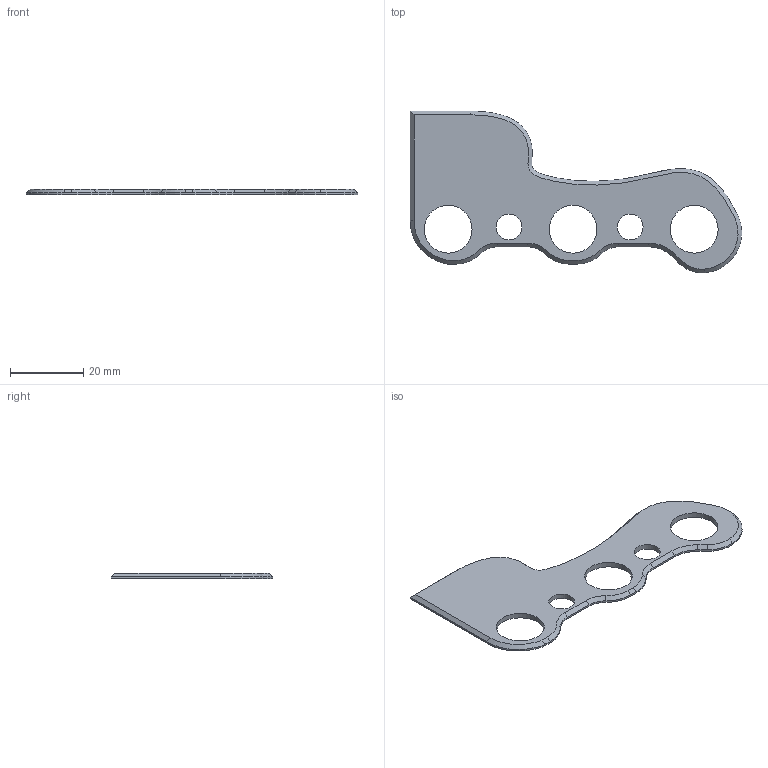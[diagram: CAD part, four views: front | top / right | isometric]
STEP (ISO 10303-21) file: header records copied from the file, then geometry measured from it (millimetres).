
FILE_DESCRIPTION(('FreeCAD Model'),'2;1');
FILE_NAME('Open CASCADE Shape Model','2024-12-09T12:47:05',(''),(''), 'Open CASCADE STEP processor 7.7','Ondsel','Unknown');
FILE_SCHEMA(('AUTOMOTIVE_DESIGN { 1 0 10303 214 1 1 1 1 }'));
Length unit declared in the file: millimetre
Products named in the file (1): Coverplate
Bounding box: 90.23 x 44.01 x 1.5 mm (x, y, z)
Volume: 2870.8 mm3; surface area: 4470.1 mm2
Topology: 1 solids, 1 shells, 43 faces, 105 edges, 64 vertices
Faces by surface type: plane 16, cylinder 14, cone 9, extrusion 2, bspline 2
Full cylindrical faces by diameter (mm): 7 x2, 13 x3
Entity records: 1654 total; most frequent: CARTESIAN_POINT 595, DIRECTION 216, ORIENTED_EDGE 210, EDGE_CURVE 105, AXIS2_PLACEMENT_3D 77, VERTEX_POINT 64, VECTOR 62, LINE 60
